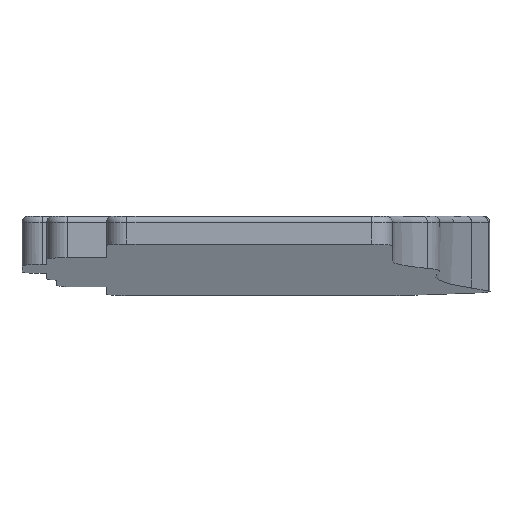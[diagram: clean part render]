
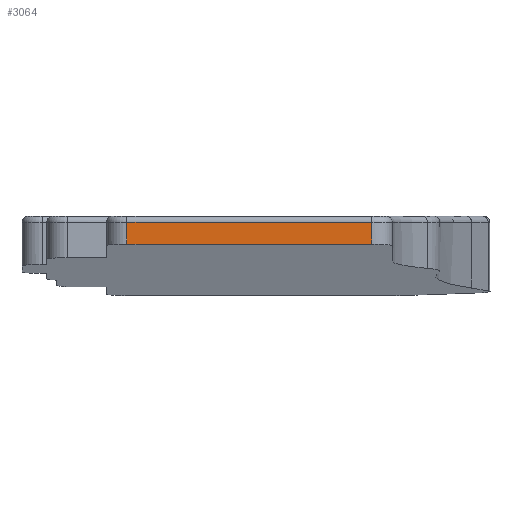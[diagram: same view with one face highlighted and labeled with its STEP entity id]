
A CAD part, left-side view. The second image highlights one B-rep face of the part: STEP entity #3064.
In plain terms, the highlighted planar face has unit normal (-1, 0, 0).
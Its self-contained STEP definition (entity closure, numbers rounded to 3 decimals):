
#204=LINE('',#5173,#497);
#231=LINE('',#5291,#524);
#232=LINE('',#5295,#525);
#233=LINE('',#5296,#526);
#497=VECTOR('',#3833,10.);
#524=VECTOR('',#3962,10.);
#525=VECTOR('',#3967,10.);
#526=VECTOR('',#3968,10.);
#711=PLANE('',#3359);
#840=FACE_OUTER_BOUND('',#1024,.T.);
#1024=EDGE_LOOP('',(#2415,#2416,#2417,#2418));
#1475=VERTEX_POINT('',#5167);
#1476=VERTEX_POINT('',#5171);
#1502=VERTEX_POINT('',#5290);
#1503=VERTEX_POINT('',#5294);
#1798=EDGE_CURVE('',#1475,#1476,#204,.T.);
#1850=EDGE_CURVE('',#1476,#1502,#231,.T.);
#1852=EDGE_CURVE('',#1475,#1503,#232,.T.);
#1853=EDGE_CURVE('',#1502,#1503,#233,.T.);
#2415=ORIENTED_EDGE('',*,*,#1798,.F.);
#2416=ORIENTED_EDGE('',*,*,#1852,.T.);
#2417=ORIENTED_EDGE('',*,*,#1853,.F.);
#2418=ORIENTED_EDGE('',*,*,#1850,.F.);
#3064=ADVANCED_FACE('',(#840),#711,.T.);
#3359=AXIS2_PLACEMENT_3D('',#5293,#3965,#3966);
#3833=DIRECTION('',(0.,-1.,0.));
#3962=DIRECTION('',(0.,0.,-1.));
#3965=DIRECTION('center_axis',(-1.,0.,0.));
#3966=DIRECTION('ref_axis',(0.,-1.,0.));
#3967=DIRECTION('',(0.,0.,-1.));
#3968=DIRECTION('',(0.,1.,0.));
#5167=CARTESIAN_POINT('',(61.9,-62.4,0.8));
#5171=CARTESIAN_POINT('',(61.9,-111.6,0.8));
#5173=CARTESIAN_POINT('',(61.9,-75.369,0.8));
#5290=CARTESIAN_POINT('',(61.9,-111.6,-3.605));
#5291=CARTESIAN_POINT('',(61.9,-111.6,0.));
#5293=CARTESIAN_POINT('Origin',(61.9,-62.4,0.));
#5294=CARTESIAN_POINT('',(61.9,-62.4,-3.605));
#5295=CARTESIAN_POINT('',(61.9,-62.4,0.));
#5296=CARTESIAN_POINT('',(61.9,-99.969,-3.605));
